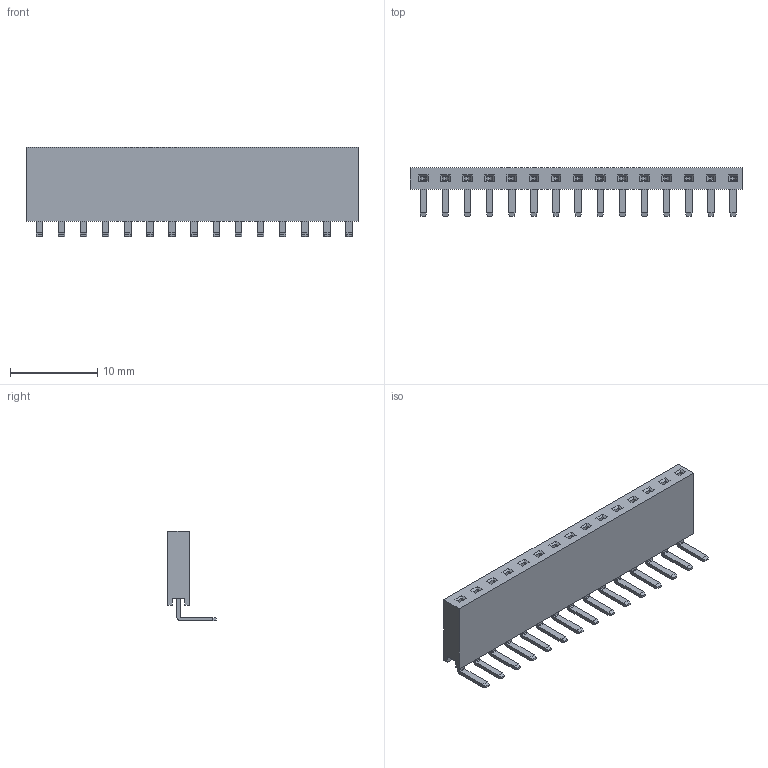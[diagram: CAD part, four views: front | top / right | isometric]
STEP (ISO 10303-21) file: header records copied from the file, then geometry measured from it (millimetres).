
FILE_DESCRIPTION( ( 'Unknown' ), '1' );
FILE_NAME( '613015143121.stp', 'Unknown', ( 'Unknown' ), ( 'Unknown' ), 'PSStep 14.0', 'Unknown', ' ' );
FILE_SCHEMA( ( 'AUTOMOTIVE_DESIGN { 1 0 10303 214 1 1 1 1 }' ) );
Length unit declared in the file: millimetre
Products named in the file (3): Assem1; 61301511821; 6130xx143121_PIN
Assembly tree (16 placements, depth 2):
  Assem1
    61301511821
    6130xx143121_PIN  x15
Bounding box: 38.1 x 5.59 x 10.3 mm (x, y, z)
Volume: 748.5 mm3; surface area: 2041.9 mm2
Topology: 16 solids, 16 shells, 655 faces, 1749 edges, 1126 vertices
Faces by surface type: plane 565, cylinder 60, extrusion 30
Entity records: 8653 total; most frequent: CARTESIAN_POINT 1225, ORIENTED_EDGE 1174, DIRECTION 1065, EDGE_CURVE 587, VECTOR 577, LINE 575, VERTEX_POINT 370, EDGE_LOOP 251
